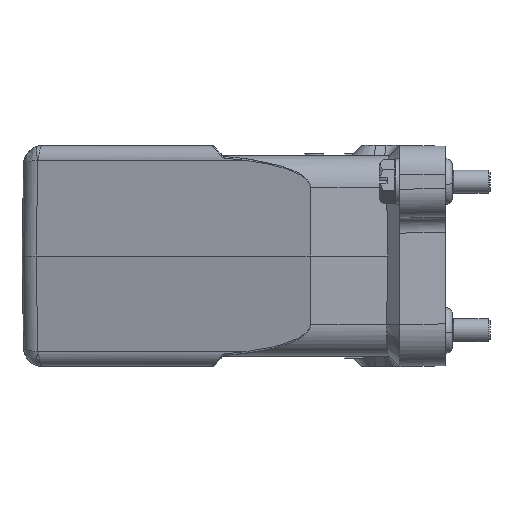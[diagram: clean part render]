
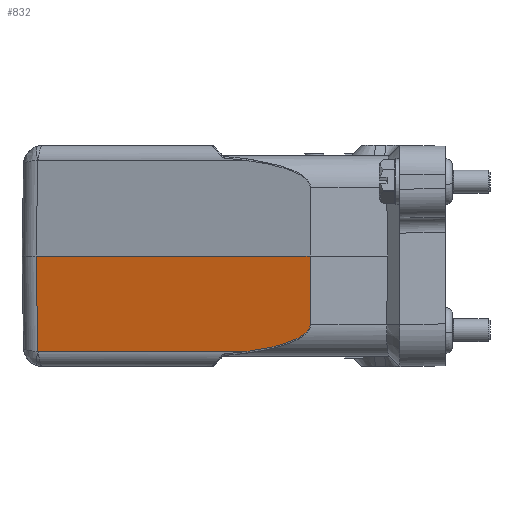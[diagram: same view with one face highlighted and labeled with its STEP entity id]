
A CAD part, left-side view. The second image highlights one B-rep face of the part: STEP entity #832.
In plain terms, the highlighted planar face has unit normal (-0.966, 0.259, -0.018).
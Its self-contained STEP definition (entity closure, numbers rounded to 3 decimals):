
#448=PLANE('',#9449);
#832=ADVANCED_FACE('NONE',(#1481),#448,.T.);
#1481=FACE_OUTER_BOUND('',#2010,.T.);
#2010=EDGE_LOOP('',(#4145,#4146,#4147,#4148,#4149,#4150));
#2648=B_SPLINE_CURVE_WITH_KNOTS('',3,(#13933,#13934,#13935,#13936,#13937,
#13938,#13939,#13940,#13941,#13942,#13943,#13944,#13945,#13946,#13947,#13948,
#13949,#13950,#13951,#13952),.UNSPECIFIED.,.F.,.F.,(4,2,2,2,2,2,2,2,2,4),
(0.,0.031,0.063,0.125,0.188,0.25,0.375,0.5,0.75,1.),.UNSPECIFIED.);
#2692=B_SPLINE_CURVE_WITH_KNOTS('',3,(#15005,#15006,#15007,#15008),
 .UNSPECIFIED.,.F.,.F.,(4,4),(0.,1.),.UNSPECIFIED.);
#4145=ORIENTED_EDGE('',*,*,#7233,.T.);
#4146=ORIENTED_EDGE('',*,*,#7234,.T.);
#4147=ORIENTED_EDGE('',*,*,#7235,.T.);
#4148=ORIENTED_EDGE('',*,*,#7236,.F.);
#4149=ORIENTED_EDGE('',*,*,#7023,.F.);
#4150=ORIENTED_EDGE('',*,*,#7021,.F.);
#6045=VERTEX_POINT('',#13915);
#6046=VERTEX_POINT('',#13925);
#6047=VERTEX_POINT('',#13932);
#6155=VERTEX_POINT('',#15000);
#6156=VERTEX_POINT('',#15004);
#6157=VERTEX_POINT('',#15009);
#7021=EDGE_CURVE('NONE',#6045,#6046,#8118,.T.);
#7023=EDGE_CURVE('NONE',#6046,#6047,#2648,.T.);
#7233=EDGE_CURVE('NONE',#6045,#6155,#8275,.T.);
#7234=EDGE_CURVE('NONE',#6155,#6156,#8276,.T.);
#7235=EDGE_CURVE('NONE',#6156,#6157,#2692,.T.);
#7236=EDGE_CURVE('NONE',#6047,#6157,#8277,.T.);
#8118=LINE('',#13926,#8751);
#8275=LINE('',#15001,#8908);
#8276=LINE('',#15003,#8909);
#8277=LINE('',#15010,#8910);
#8751=VECTOR('',#10392,1.);
#8908=VECTOR('',#10741,1.);
#8909=VECTOR('',#10744,1.);
#8910=VECTOR('',#10745,1.);
#9449=AXIS2_PLACEMENT_3D('',#15011,#10746,#10747);
#10392=DIRECTION('',(0.017,-0.002,-1.));
#10741=DIRECTION('',(0.259,0.966,0.));
#10744=DIRECTION('',(0.013,-0.017,-1.));
#10745=DIRECTION('',(0.259,0.966,0.));
#10746=DIRECTION('',(-0.966,0.259,-0.017));
#10747=DIRECTION('',(-0.259,-0.966,0.));
#13915=CARTESIAN_POINT('',(-61.483,35.49,0.));
#13925=CARTESIAN_POINT('',(-61.17,35.448,-17.948));
#13926=CARTESIAN_POINT('',(-61.489,35.49,0.325));
#13932=CARTESIAN_POINT('',(-56.529,52.287,-25.07));
#13933=CARTESIAN_POINT('',(-61.17,35.448,-17.948));
#13934=CARTESIAN_POINT('',(-61.166,35.448,-18.152));
#13935=CARTESIAN_POINT('',(-61.155,35.477,-18.355));
#13936=CARTESIAN_POINT('',(-61.118,35.586,-18.746));
#13937=CARTESIAN_POINT('',(-61.094,35.666,-18.933));
#13938=CARTESIAN_POINT('',(-61.006,35.957,-19.465));
#13939=CARTESIAN_POINT('',(-60.93,36.218,-19.778));
#13940=CARTESIAN_POINT('',(-60.766,36.793,-20.338));
#13941=CARTESIAN_POINT('',(-60.677,37.108,-20.587));
#13942=CARTESIAN_POINT('',(-60.492,37.767,-21.042));
#13943=CARTESIAN_POINT('',(-60.397,38.11,-21.249));
#13944=CARTESIAN_POINT('',(-60.104,39.163,-21.823));
#13945=CARTESIAN_POINT('',(-59.902,39.895,-22.146));
#13946=CARTESIAN_POINT('',(-59.493,41.384,-22.724));
#13947=CARTESIAN_POINT('',(-59.285,42.142,-22.977));
#13948=CARTESIAN_POINT('',(-58.658,44.436,-23.663));
#13949=CARTESIAN_POINT('',(-58.235,45.992,-24.024));
#13950=CARTESIAN_POINT('',(-57.384,49.126,-24.629));
#13951=CARTESIAN_POINT('',(-56.957,50.704,-24.872));
#13952=CARTESIAN_POINT('',(-56.529,52.287,-25.07));
#15000=CARTESIAN_POINT('',(-42.243,107.295,0.));
#15001=CARTESIAN_POINT('',(-41.25,111.,0.));
#15003=CARTESIAN_POINT('',(-42.243,107.295,0.));
#15004=CARTESIAN_POINT('',(-41.908,106.857,-25.04));
#15005=CARTESIAN_POINT('',(-41.908,106.857,-25.04));
#15006=CARTESIAN_POINT('',(-41.928,106.778,-25.06));
#15007=CARTESIAN_POINT('',(-41.95,106.698,-25.07));
#15008=CARTESIAN_POINT('',(-41.972,106.615,-25.07));
#15009=CARTESIAN_POINT('',(-41.972,106.615,-25.07));
#15010=CARTESIAN_POINT('',(-58.394,45.327,-25.07));
#15011=CARTESIAN_POINT('',(-41.25,111.,0.));
